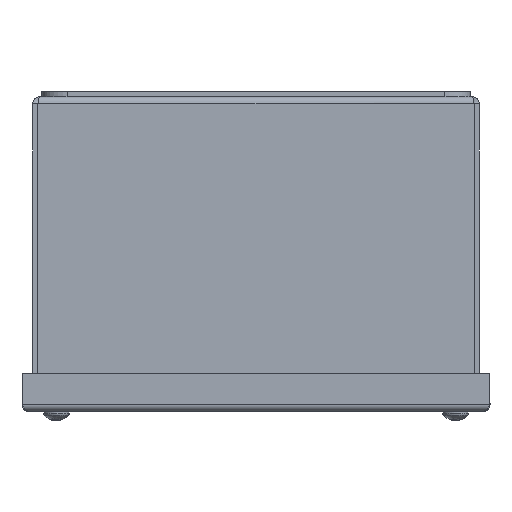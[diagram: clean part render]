
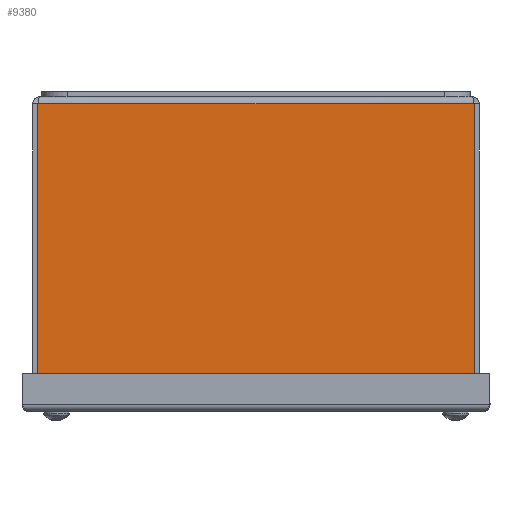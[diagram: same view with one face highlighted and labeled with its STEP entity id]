
A CAD part, left-side view. The second image highlights one B-rep face of the part: STEP entity #9380.
In plain terms, the highlighted face is planar.
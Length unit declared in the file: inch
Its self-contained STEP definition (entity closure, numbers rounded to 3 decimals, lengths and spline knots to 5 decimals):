
#469=LINE('',#13664,#1410);
#477=LINE('',#13685,#1418);
#478=LINE('',#13687,#1419);
#479=LINE('',#13688,#1420);
#1410=VECTOR('',#11035,6.35059);
#1418=VECTOR('',#11063,4.0395);
#1419=VECTOR('',#11064,6.35059);
#1420=VECTOR('',#11065,4.0395);
#2235=PLANE('',#9933);
#2685=FACE_OUTER_BOUND('',#3214,.T.);
#3214=EDGE_LOOP('',(#6585,#6586,#6587,#6588));
#4138=VERTEX_POINT('',#13661);
#4139=VERTEX_POINT('',#13663);
#4142=VERTEX_POINT('',#13684);
#4143=VERTEX_POINT('',#13686);
#5062=EDGE_CURVE('',#4139,#4138,#469,.T.);
#5073=EDGE_CURVE('',#4142,#4138,#477,.T.);
#5074=EDGE_CURVE('',#4142,#4143,#478,.T.);
#5075=EDGE_CURVE('',#4139,#4143,#479,.T.);
#6585=ORIENTED_EDGE('',*,*,#5062,.T.);
#6586=ORIENTED_EDGE('',*,*,#5073,.F.);
#6587=ORIENTED_EDGE('',*,*,#5074,.T.);
#6588=ORIENTED_EDGE('',*,*,#5075,.F.);
#9380=ADVANCED_FACE('',(#2685),#2235,.F.);
#9933=AXIS2_PLACEMENT_3D('',#13683,#11061,#11062);
#11035=DIRECTION('',(-1.,0.,0.));
#11061=DIRECTION('center_axis',(0.,1.,0.));
#11062=DIRECTION('ref_axis',(1.,0.,0.));
#11063=DIRECTION('',(0.,0.,1.));
#11064=DIRECTION('',(1.,0.,0.));
#11065=DIRECTION('',(0.,0.,-1.));
#13661=CARTESIAN_POINT('',(0.07471,0.,4.14475));
#13663=CARTESIAN_POINT('',(6.42529,0.,4.14475));
#13664=CARTESIAN_POINT('',(4.83765,0.,4.14475));
#13683=CARTESIAN_POINT('Origin',(3.25,0.,2.0957));
#13684=CARTESIAN_POINT('',(0.07471,0.,0.10525));
#13685=CARTESIAN_POINT('',(0.07471,0.,0.10525));
#13686=CARTESIAN_POINT('',(6.42529,0.,0.10525));
#13687=CARTESIAN_POINT('',(3.25,0.,0.10525));
#13688=CARTESIAN_POINT('',(6.42529,0.,0.10525));
